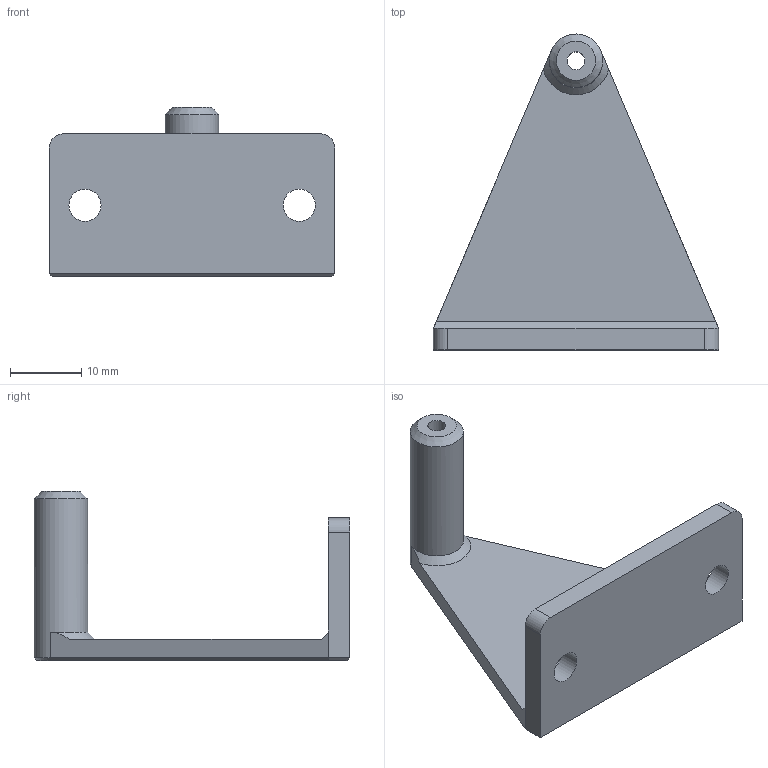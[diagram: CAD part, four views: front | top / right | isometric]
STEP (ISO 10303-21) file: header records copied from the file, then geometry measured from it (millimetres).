
FILE_DESCRIPTION( ( '' ), ' ' );
FILE_NAME( '5623ca37e4b0468d3ee49c7e.step', '2015-10-18T16:35:04', ( '' ), ( '' ), ' ', ' ', ' ' );
FILE_SCHEMA( ( 'AUTOMOTIVE_DESIGN { 1 0 10303 214 1 1 1 1 }' ) );
Length unit declared in the file: metre
Products named in the file (1): Part 1
Bounding box: 40 x 44.25 x 23.7 mm (x, y, z)
Volume: 5877 mm3; surface area: 4569.5 mm2
Topology: 1 solids, 1 shells, 26 faces, 64 edges, 40 vertices
Faces by surface type: plane 16, cylinder 6, cone 4
Full cylindrical faces by diameter (mm): 2.5 x1, 4.5 x2, 7.5 x1
Entity records: 741 total; most frequent: CARTESIAN_POINT 133, DIRECTION 124, ORIENTED_EDGE 110, EDGE_CURVE 55, AXIS2_PLACEMENT_3D 44, EDGE_LOOP 38, VERTEX_POINT 37, LINE 36
